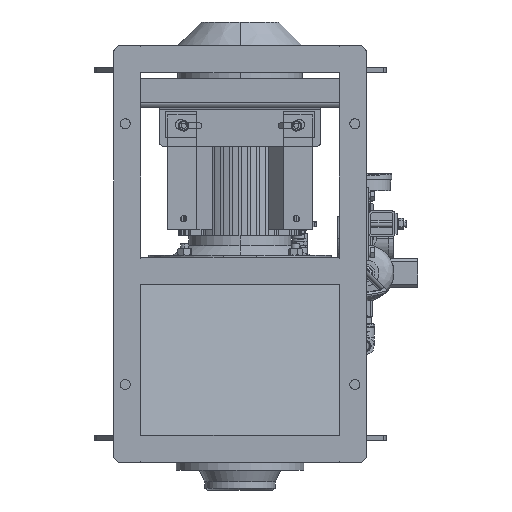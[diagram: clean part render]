
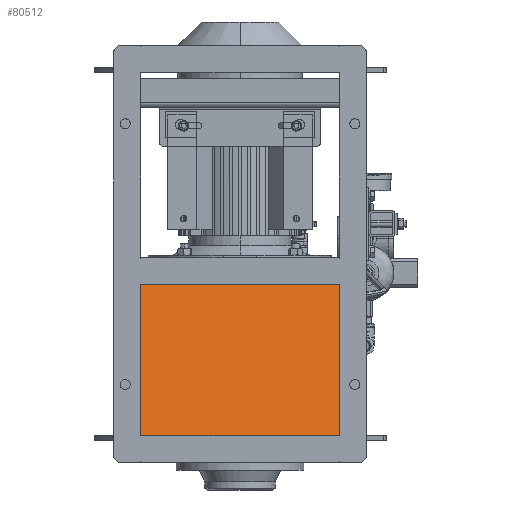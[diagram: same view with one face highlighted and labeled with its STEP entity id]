
A CAD part, front view. The second image highlights one B-rep face of the part: STEP entity #80512.
In plain terms, the highlighted planar face has unit normal (0, -0.982, 0.187).
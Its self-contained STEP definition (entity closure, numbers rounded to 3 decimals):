
#5304 = VERTEX_POINT ( 'NONE', #71927 ) ;
#6952 = DIRECTION ( 'NONE',  ( 0., 0.982, -0.187 ) ) ;
#9146 = CARTESIAN_POINT ( 'NONE',  ( -190., -328.965, -97.437 ) ) ;
#9583 = EDGE_CURVE ( 'NONE', #5304, #97461, #48522, .T. ) ;
#23391 = EDGE_CURVE ( 'NONE', #106405, #5304, #89977, .T. ) ;
#27275 = VECTOR ( 'NONE', #72333, 1000. ) ;
#30215 = VECTOR ( 'NONE', #59365, 1000. ) ;
#34163 = CARTESIAN_POINT ( 'NONE',  ( -190., -273.965, 192. ) ) ;
#34447 = DIRECTION ( 'NONE',  ( 0., 0.187, 0.982 ) ) ;
#48522 = LINE ( 'NONE', #105153, #115551 ) ;
#50086 = VECTOR ( 'NONE', #79699, 1000. ) ;
#50365 = AXIS2_PLACEMENT_3D ( 'NONE', #71541, #6952, #34447 ) ;
#53584 = CARTESIAN_POINT ( 'NONE',  ( 190., -328.965, -97.437 ) ) ;
#54213 = ORIENTED_EDGE ( 'NONE', *, *, #64265, .T. ) ;
#59365 = DIRECTION ( 'NONE',  ( -1., 0., 0. ) ) ;
#60121 = LINE ( 'NONE', #97104, #50086 ) ;
#64265 = EDGE_CURVE ( 'NONE', #101658, #97461, #60121, .T. ) ;
#64926 = ORIENTED_EDGE ( 'NONE', *, *, #9583, .F. ) ;
#66386 = ORIENTED_EDGE ( 'NONE', *, *, #69912, .T. ) ;
#68656 = EDGE_LOOP ( 'NONE', ( #66386, #54213, #64926, #99165 ) ) ;
#69912 = EDGE_CURVE ( 'NONE', #106405, #101658, #78721, .T. ) ;
#71541 = CARTESIAN_POINT ( 'NONE',  ( 190., -328.965, -97.437 ) ) ;
#71927 = CARTESIAN_POINT ( 'NONE',  ( 190., -328.965, -97.437 ) ) ;
#72333 = DIRECTION ( 'NONE',  ( 0., -0.187, -0.982 ) ) ;
#78721 = LINE ( 'NONE', #113893, #30215 ) ;
#79699 = DIRECTION ( 'NONE',  ( 0., -0.187, -0.982 ) ) ;
#80512 = ADVANCED_FACE ( 'NONE', ( #97689 ), #107355, .F. ) ;
#89977 = LINE ( 'NONE', #53584, #27275 ) ;
#96279 = CARTESIAN_POINT ( 'NONE',  ( 190., -273.965, 192. ) ) ;
#97104 = CARTESIAN_POINT ( 'NONE',  ( -190., -328.965, -97.437 ) ) ;
#97461 = VERTEX_POINT ( 'NONE', #9146 ) ;
#97689 = FACE_OUTER_BOUND ( 'NONE', #68656, .T. ) ;
#99165 = ORIENTED_EDGE ( 'NONE', *, *, #23391, .F. ) ;
#101658 = VERTEX_POINT ( 'NONE', #34163 ) ;
#105153 = CARTESIAN_POINT ( 'NONE',  ( 190., -328.965, -97.437 ) ) ;
#105940 = DIRECTION ( 'NONE',  ( -1., 0., 0. ) ) ;
#106405 = VERTEX_POINT ( 'NONE', #96279 ) ;
#107355 = PLANE ( 'NONE',  #50365 ) ;
#113893 = CARTESIAN_POINT ( 'NONE',  ( 190., -273.965, 192. ) ) ;
#115551 = VECTOR ( 'NONE', #105940, 1000. ) ;
